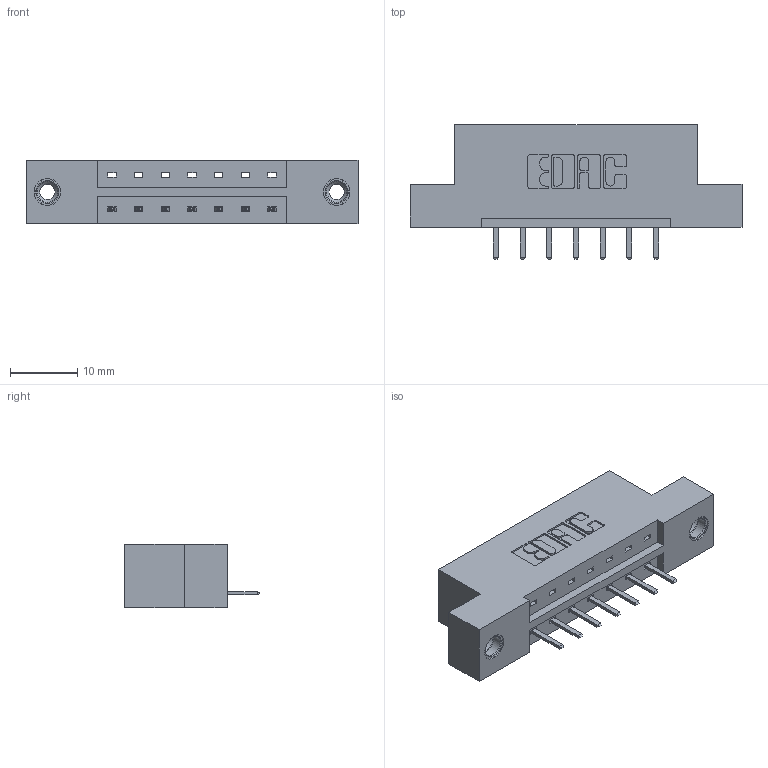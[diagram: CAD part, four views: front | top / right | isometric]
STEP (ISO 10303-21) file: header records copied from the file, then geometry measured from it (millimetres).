
FILE_DESCRIPTION (( 'STEP AP203' ), '1' );
FILE_NAME ('833-007-520-108.STEP', '2020-05-30T14:31:19', ( '' ), ( '' ), 'SwSTEP 2.0', 'SolidWorks 2020', '' );
FILE_SCHEMA (( 'CONFIG_CONTROL_DESIGN' ));
Length unit declared in the file: inch
Products named in the file (4): 833-007-520-108; 833 Part_Flush - .156 Dia - TI; 345-250-001_345-250-003-102; 345-292-001_345-293-120
Assembly tree (10 placements, depth 2):
  833-007-520-108
    833 Part_Flush - .156 Dia - TI
    345-292-001_345-293-120  x7
    345-250-001_345-250-003-102  x2
Bounding box: 49.28 x 20.02 x 9.4 mm (x, y, z)
Volume: 4630.9 mm3; surface area: 4736.7 mm2
Topology: 10 solids, 10 shells, 608 faces, 1735 edges, 1130 vertices
Faces by surface type: plane 410, cylinder 182, cone 12, torus 4
Entity records: 10106 total; most frequent: CARTESIAN_POINT 1742, ORIENTED_EDGE 1666, DIRECTION 1561, EDGE_CURVE 833, VECTOR 681, LINE 681, VERTEX_POINT 548, AXIS2_PLACEMENT_3D 440
